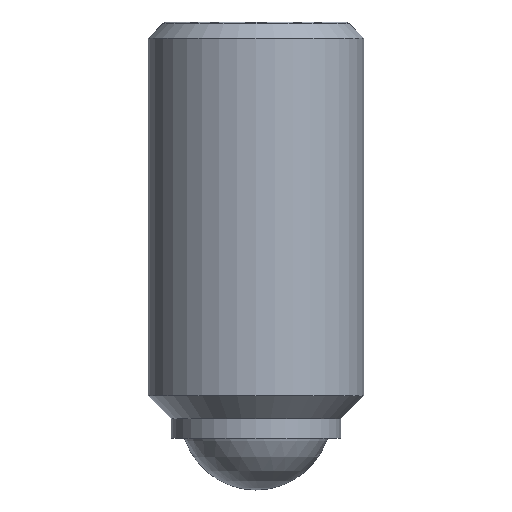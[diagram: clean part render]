
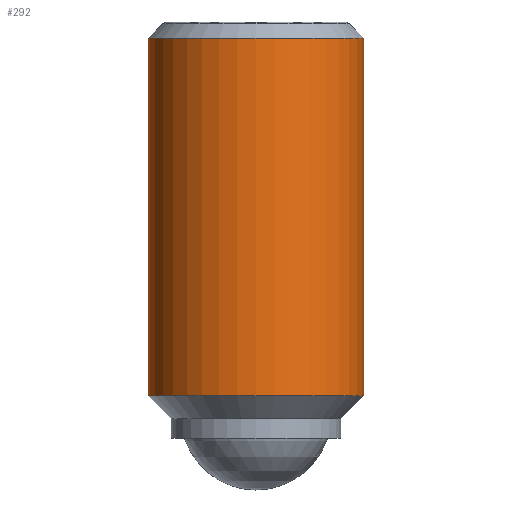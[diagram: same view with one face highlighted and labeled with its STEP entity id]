
A CAD part, front view. The second image highlights one B-rep face of the part: STEP entity #292.
In plain terms, the highlighted cylindrical face has radius 5 mm (diameter 10 mm), a partial arc.
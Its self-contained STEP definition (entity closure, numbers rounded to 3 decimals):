
#158=VERTEX_POINT('',#379);
#166=EDGE_CURVE('',#158,#264,#388,.T.);
#172=EDGE_CURVE('',#158,#214,#394,.T.);
#198=EDGE_CURVE('',#214,#280,#423,.T.);
#214=VERTEX_POINT('',#443);
#218=EDGE_CURVE('',#280,#264,#447,.T.);
#264=VERTEX_POINT('',#498);
#280=VERTEX_POINT('',#515);
#292=ADVANCED_FACE('',(#528),#529,.T.);
#379=CARTESIAN_POINT('',(-5.,0.,-17.325));
#388=CIRCLE('',#632,5.0);
#394=LINE('',#641,#642);
#423=CIRCLE('',#690,5.0);
#443=CARTESIAN_POINT('',(-5.,0.,-0.75));
#447=LINE('',#736,#737);
#498=CARTESIAN_POINT('',(5.,0.,-17.325));
#515=CARTESIAN_POINT('',(5.,0.,-0.75));
#528=FACE_OUTER_BOUND('',#867,.T.);
#529=CYLINDRICAL_SURFACE('',#868,5.0);
#632=AXIS2_PLACEMENT_3D('',#991,#992,#993);
#641=CARTESIAN_POINT('',(-5.,0.,-9.038));
#642=VECTOR('',#995,1.0);
#690=AXIS2_PLACEMENT_3D('',#1025,#1026,#1027);
#736=CARTESIAN_POINT('',(5.,0.,-9.038));
#737=VECTOR('',#1060,1.0);
#867=EDGE_LOOP('',(#1138,#1139,#1140,#1141));
#868=AXIS2_PLACEMENT_3D('',#1142,#1143,#1144);
#991=CARTESIAN_POINT('',(0.,0.,-17.325));
#992=DIRECTION('',(0.0,0.0,1.0));
#993=DIRECTION('',(-1.0,0.,0.0));
#995=DIRECTION('',(0.0,0.0,1.0));
#1025=CARTESIAN_POINT('',(0.,0.,-0.75));
#1026=DIRECTION('',(0.0,0.0,1.0));
#1027=DIRECTION('',(-1.0,0.,0.0));
#1060=DIRECTION('',(-0.0,-0.0,-1.0));
#1138=ORIENTED_EDGE('',*,*,#172,.F.);
#1139=ORIENTED_EDGE('',*,*,#166,.T.);
#1140=ORIENTED_EDGE('',*,*,#218,.F.);
#1141=ORIENTED_EDGE('',*,*,#198,.F.);
#1142=CARTESIAN_POINT('',(0.,0.,-9.038));
#1143=DIRECTION('',(-0.0,-0.0,-1.0));
#1144=DIRECTION('',(-1.0,0.,0.0));
